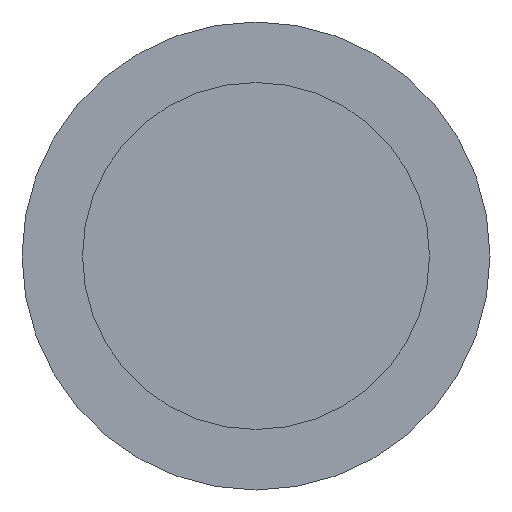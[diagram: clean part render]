
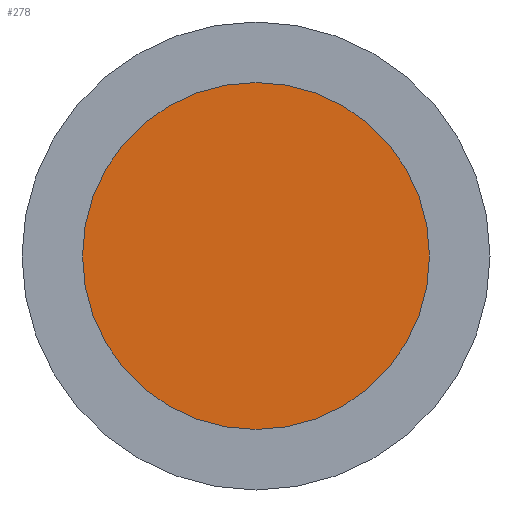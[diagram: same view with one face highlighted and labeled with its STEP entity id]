
A CAD part, front view. The second image highlights one B-rep face of the part: STEP entity #278.
In plain terms, the highlighted planar face has unit normal (0, -1, 0).
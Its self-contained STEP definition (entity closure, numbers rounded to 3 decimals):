
#3 = DIRECTION ( 'NONE',  ( 0., 0., -1. ) ) ;
#8 = CARTESIAN_POINT ( 'NONE',  ( 0., -16., 0. ) ) ;
#11 = DIRECTION ( 'NONE',  ( 0., 0., -1. ) ) ;
#28 = VERTEX_POINT ( 'NONE', #304 ) ;
#44 = PLANE ( 'NONE',  #178 ) ;
#65 = DIRECTION ( 'NONE',  ( 0., -1., 0. ) ) ;
#113 = EDGE_CURVE ( 'NONE', #28, #595, #208, .T. ) ;
#178 = AXIS2_PLACEMENT_3D ( 'NONE', #568, #363, #603 ) ;
#208 = CIRCLE ( 'NONE', #491, 10.75 ) ;
#255 = CIRCLE ( 'NONE', #394, 10.75 ) ;
#278 = ADVANCED_FACE ( 'NONE', ( #474 ), #44, .T. ) ;
#304 = CARTESIAN_POINT ( 'NONE',  ( 0., -16., 10.75 ) ) ;
#312 = DIRECTION ( 'NONE',  ( 0., -1., 0. ) ) ;
#344 = ORIENTED_EDGE ( 'NONE', *, *, #345, .T. ) ;
#345 = EDGE_CURVE ( 'NONE', #595, #28, #255, .T. ) ;
#363 = DIRECTION ( 'NONE',  ( 0., -1., 0. ) ) ;
#376 = EDGE_LOOP ( 'NONE', ( #620, #344 ) ) ;
#394 = AXIS2_PLACEMENT_3D ( 'NONE', #8, #65, #3 ) ;
#474 = FACE_OUTER_BOUND ( 'NONE', #376, .T. ) ;
#491 = AXIS2_PLACEMENT_3D ( 'NONE', #526, #312, #11 ) ;
#526 = CARTESIAN_POINT ( 'NONE',  ( 0., -16., 0. ) ) ;
#565 = CARTESIAN_POINT ( 'NONE',  ( 0., -16., -10.75 ) ) ;
#568 = CARTESIAN_POINT ( 'NONE',  ( 0., -16., 0. ) ) ;
#595 = VERTEX_POINT ( 'NONE', #565 ) ;
#603 = DIRECTION ( 'NONE',  ( 0., 0., -1. ) ) ;
#620 = ORIENTED_EDGE ( 'NONE', *, *, #113, .T. ) ;
